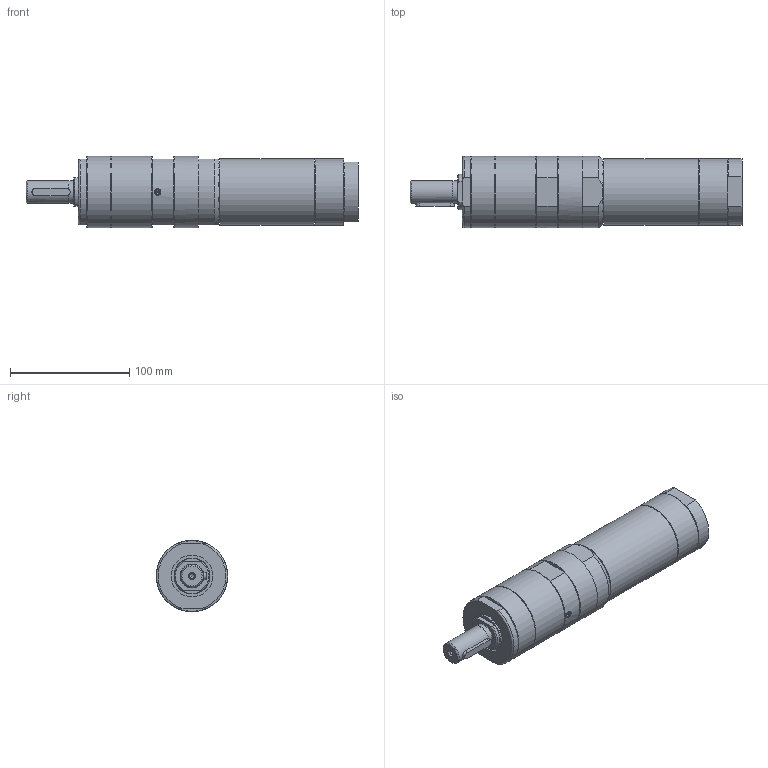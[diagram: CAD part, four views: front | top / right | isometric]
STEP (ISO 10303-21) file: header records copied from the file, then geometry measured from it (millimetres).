
FILE_DESCRIPTION(/* description */ (''),/* implementation_level */ '2;1');
FILE_NAME(/* name */ 'MUD 40-90_60009927.stp',/* time_stamp */ '2018-11-27T14:26:55+01:00',/* author */ ('flambert'),/* organization */ (''),/* preprocessor_version */ 'ST-DEVELOPER v17',/* originating_system */ 'Autodesk Inventor 2018',/* authorisation */ '');
FILE_SCHEMA (('AUTOMOTIVE_DESIGN { 1 0 10303 214 3 1 1 }'));
Length unit declared in the file: millimetre
Products named in the file (1): MUD 40-90_60009927
Bounding box: 278.7 x 60 x 60 mm (x, y, z)
Volume: 622780.9 mm3; surface area: 60617.8 mm2
Topology: 1 solids, 5 shells, 213 faces, 550 edges, 371 vertices
Faces by surface type: plane 114, cylinder 46, cone 37, torus 7, bspline 7, sphere 2
Full cylindrical faces by diameter (mm): 1.55 x2, 3.6 x1, 4 x1, 4.134 x1, 5 x1, 5.5 x1, 11.445 x2, 14.95 x1, 18.8 x1, 19 x1, 29.95 x1, 35 x1, 36.5 x1, 40 x1, 48.178 x2, 48.376 x2, 55.178 x1, 55.376 x1, 56 x2, 60 x3
Entity records: 7084 total; most frequent: CARTESIAN_POINT 1482, DIRECTION 1122, ORIENTED_EDGE 1098, EDGE_CURVE 549, AXIS2_PLACEMENT_3D 424, VERTEX_POINT 371, LINE 274, VECTOR 274
